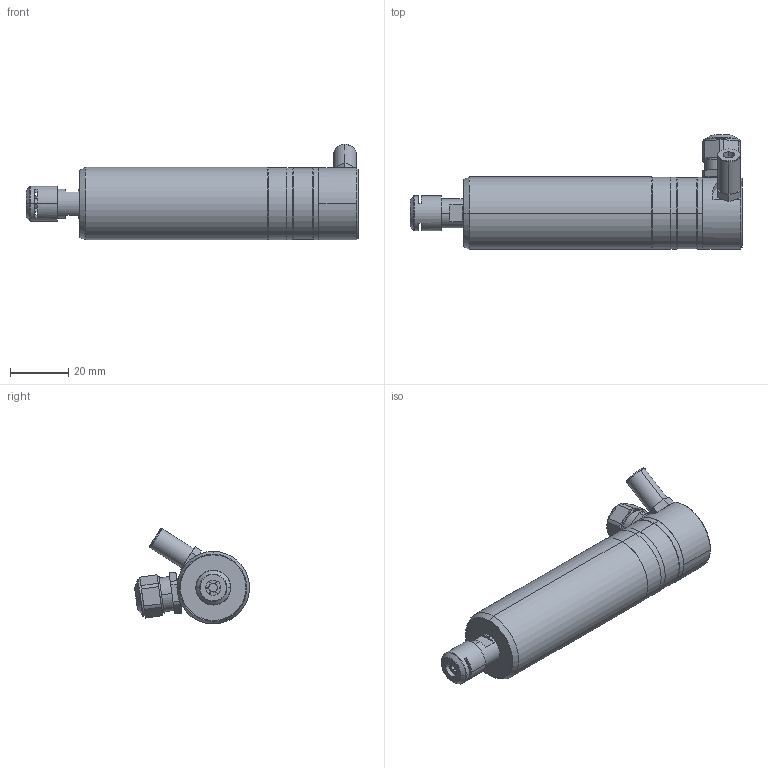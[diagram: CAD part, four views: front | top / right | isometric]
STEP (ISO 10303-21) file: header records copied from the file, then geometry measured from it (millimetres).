
FILE_DESCRIPTION (( 'STEP AP203' ), '1' );
FILE_NAME ('025S100S-00-.STEP', '2012-04-24T11:13:00', ( 'FM10CAD1' ), ( 'IBAG Switzerland AG' ), 'SwSTEP 2.0', 'SolidWorks 2010', '' );
FILE_SCHEMA (( 'CONFIG_CONTROL_DESIGN' ));
Length unit declared in the file: millimetre
Products named in the file (1): 025S100S-00-
Bounding box: 114.48 x 39.65 x 33.04 mm (x, y, z)
Surface area: 13169 mm2 (no closed solid volume)
Topology: 0 solids, 17 shells, 218 faces, 679 edges, 464 vertices
Faces by surface type: plane 98, cylinder 70, cone 34, torus 16
Entity records: 7783 total; most frequent: CARTESIAN_POINT 1565, DIRECTION 1391, ORIENTED_EDGE 1111, EDGE_CURVE 675, AXIS2_PLACEMENT_3D 538, VERTEX_POINT 464, CIRCLE 319, LINE 315
